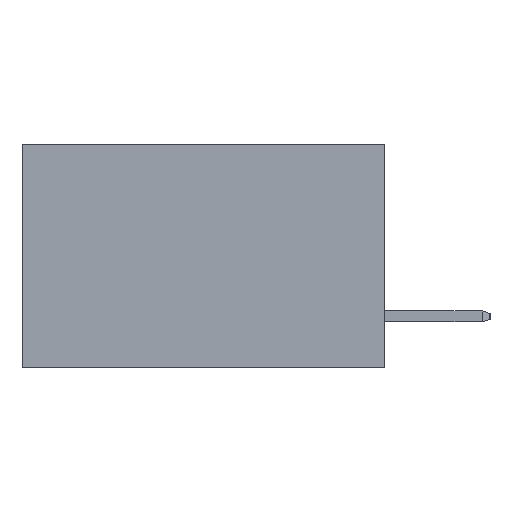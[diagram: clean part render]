
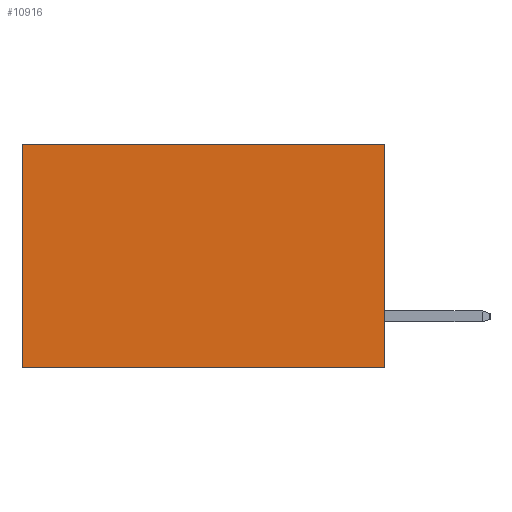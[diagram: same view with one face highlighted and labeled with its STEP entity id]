
A CAD part, left-side view. The second image highlights one B-rep face of the part: STEP entity #10916.
In plain terms, the highlighted planar face has unit normal (-1, 0, 0).
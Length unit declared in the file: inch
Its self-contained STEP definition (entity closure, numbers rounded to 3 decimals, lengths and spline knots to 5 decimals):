
#483 = VERTEX_POINT ( 'NONE', #6083 ) ;
#1871 = ORIENTED_EDGE ( 'NONE', *, *, #2838, .F. ) ;
#1960 = VECTOR ( 'NONE', #4841, 39.37008 ) ;
#2152 = LINE ( 'NONE', #9039, #9880 ) ;
#2838 = EDGE_CURVE ( 'NONE', #7977, #4476, #7303, .T. ) ;
#2872 = DIRECTION ( 'NONE',  ( 0., 0., -1. ) ) ;
#3414 = PLANE ( 'NONE',  #9907 ) ;
#4220 = CARTESIAN_POINT ( 'NONE',  ( 0.2615, 0.6, -0.37 ) ) ;
#4403 = CARTESIAN_POINT ( 'NONE',  ( 0.2615, 0., -0.37 ) ) ;
#4407 = DIRECTION ( 'NONE',  ( 0., 0., -1. ) ) ;
#4476 = VERTEX_POINT ( 'NONE', #4220 ) ;
#4790 = ORIENTED_EDGE ( 'NONE', *, *, #8139, .F. ) ;
#4841 = DIRECTION ( 'NONE',  ( 0., 1., 0. ) ) ;
#5357 = CARTESIAN_POINT ( 'NONE',  ( 0.2615, 0., -0.37 ) ) ;
#5535 = LINE ( 'NONE', #12831, #10938 ) ;
#6083 = CARTESIAN_POINT ( 'NONE',  ( 0.2615, 0., 0. ) ) ;
#6278 = EDGE_CURVE ( 'NONE', #483, #9850, #11919, .T. ) ;
#7303 = LINE ( 'NONE', #4403, #1960 ) ;
#7521 = EDGE_CURVE ( 'NONE', #9850, #4476, #2152, .T. ) ;
#7977 = VERTEX_POINT ( 'NONE', #11699 ) ;
#8139 = EDGE_CURVE ( 'NONE', #483, #7977, #5535, .T. ) ;
#8421 = ORIENTED_EDGE ( 'NONE', *, *, #6278, .T. ) ;
#8982 = FACE_OUTER_BOUND ( 'NONE', #10025, .T. ) ;
#9039 = CARTESIAN_POINT ( 'NONE',  ( 0.2615, 0.6, -0.37 ) ) ;
#9086 = DIRECTION ( 'NONE',  ( 0., 0., -1. ) ) ;
#9308 = VECTOR ( 'NONE', #11514, 39.37008 ) ;
#9850 = VERTEX_POINT ( 'NONE', #11643 ) ;
#9880 = VECTOR ( 'NONE', #9086, 39.37008 ) ;
#9907 = AXIS2_PLACEMENT_3D ( 'NONE', #5357, #10483, #4407 ) ;
#10025 = EDGE_LOOP ( 'NONE', ( #11744, #1871, #4790, #8421 ) ) ;
#10483 = DIRECTION ( 'NONE',  ( 1., 0., 0. ) ) ;
#10916 = ADVANCED_FACE ( 'NONE', ( #8982 ), #3414, .F. ) ;
#10938 = VECTOR ( 'NONE', #2872, 39.37008 ) ;
#11448 = CARTESIAN_POINT ( 'NONE',  ( 0.2615, 0., 0. ) ) ;
#11514 = DIRECTION ( 'NONE',  ( 0., 1., 0. ) ) ;
#11643 = CARTESIAN_POINT ( 'NONE',  ( 0.2615, 0.6, 0. ) ) ;
#11699 = CARTESIAN_POINT ( 'NONE',  ( 0.2615, 0., -0.37 ) ) ;
#11744 = ORIENTED_EDGE ( 'NONE', *, *, #7521, .T. ) ;
#11919 = LINE ( 'NONE', #11448, #9308 ) ;
#12831 = CARTESIAN_POINT ( 'NONE',  ( 0.2615, 0., -0.37 ) ) ;
